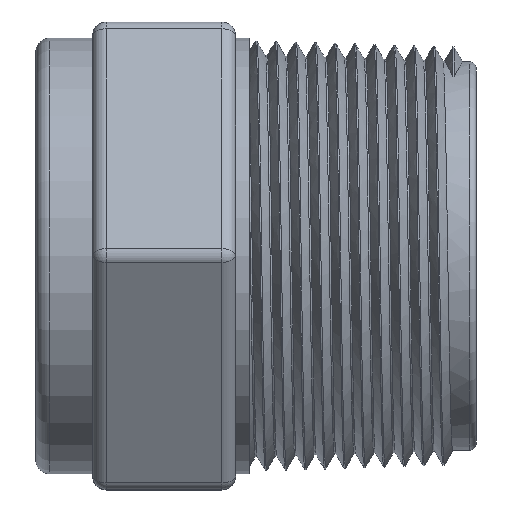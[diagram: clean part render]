
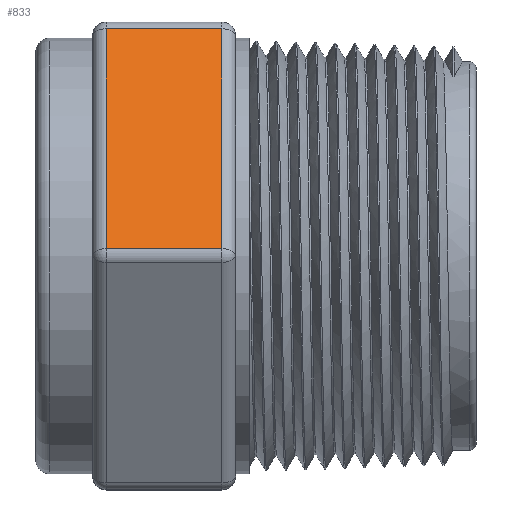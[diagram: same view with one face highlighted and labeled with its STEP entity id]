
A CAD part, top view. The second image highlights one B-rep face of the part: STEP entity #833.
In plain terms, the highlighted planar face has unit normal (0, 0.5, 0.866).
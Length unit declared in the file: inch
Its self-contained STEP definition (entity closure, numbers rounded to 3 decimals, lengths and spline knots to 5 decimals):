
#36=LINE($,#1843,#78);
#44=LINE($,#1882,#86);
#59=LINE($,#1940,#101);
#62=LINE($,#1954,#104);
#78=VECTOR($,#1027,1.12006);
#86=VECTOR($,#1077,0.51);
#101=VECTOR($,#1148,1.12006);
#104=VECTOR($,#1169,0.51);
#144=PLANE($,#943);
#231=FACE_OUTER_BOUND($,#297,.T.);
#297=EDGE_LOOP($,(#696,#697,#698,#699));
#402=VERTEX_POINT($,#1837);
#404=VERTEX_POINT($,#1841);
#414=VERTEX_POINT($,#1880);
#429=VERTEX_POINT($,#1938);
#474=EDGE_CURVE($,#404,#402,#36,.T.);
#494=EDGE_CURVE($,#414,#404,#44,.T.);
#523=EDGE_CURVE($,#429,#414,#59,.T.);
#530=EDGE_CURVE($,#402,#429,#62,.T.);
#696=ORIENTED_EDGE($,*,*,#474,.F.);
#697=ORIENTED_EDGE($,*,*,#494,.F.);
#698=ORIENTED_EDGE($,*,*,#523,.F.);
#699=ORIENTED_EDGE($,*,*,#530,.F.);
#833=ADVANCED_FACE($,(#231),#144,.T.);
#943=AXIS2_PLACEMENT_3D($,#1953,#1167,#1168);
#1027=DIRECTION($,(0.,-0.866,0.5));
#1077=DIRECTION($,(1.,0.,0.));
#1148=DIRECTION($,(0.,0.866,-0.5));
#1167=DIRECTION('center_axis',(0.,0.5,0.866));
#1168=DIRECTION('ref_axis',(0.,0.866,-0.5));
#1169=DIRECTION($,(-1.,0.,0.));
#1837=CARTESIAN_POINT('',(0.82,0.03,1.17202));
#1841=CARTESIAN_POINT('',(0.82,1.,0.61199));
#1843=CARTESIAN_POINT($,(0.82,0.63063,0.82525));
#1880=CARTESIAN_POINT('',(0.31,1.,0.61199));
#1882=CARTESIAN_POINT($,(0.88,1.,0.61199));
#1938=CARTESIAN_POINT('',(0.31,0.03,1.17202));
#1940=CARTESIAN_POINT($,(0.31,0.63063,0.82525));
#1953=CARTESIAN_POINT('Origin',(0.88,0.,1.18934));
#1954=CARTESIAN_POINT($,(0.88,0.03,1.17202));
